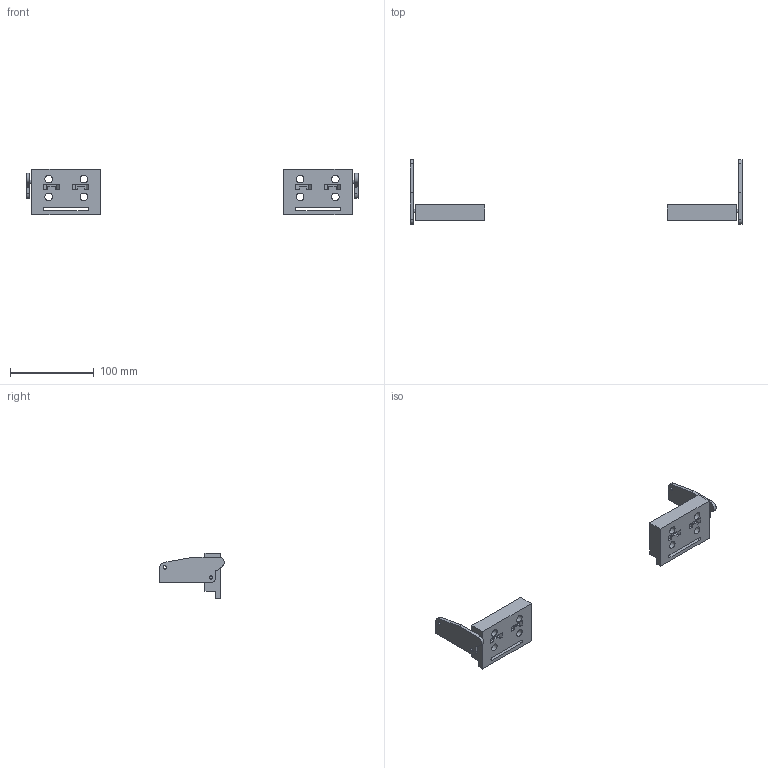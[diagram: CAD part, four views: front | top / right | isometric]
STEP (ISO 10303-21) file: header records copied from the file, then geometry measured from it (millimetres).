
FILE_DESCRIPTION(/* description */ (''),/* implementation_level */ '2;1');
FILE_NAME(/* name */ '3D_200-2666-XX_li_re.sat.ipt.stp',/* time_stamp */ '2024-01-08T17:08:06+01:00',/* author */ (''),/* organization */ (''),/* preprocessor_version */ 'ST-DEVELOPER v18.1',/* originating_system */ 'Autodesk Inventor 2021',/* authorisation */ '');
FILE_SCHEMA (('CONFIG_CONTROL_DESIGN'));
Length unit declared in the file: millimetre
Products named in the file (1): 3D_200-2666-XX_li_re.sat
Bounding box: 396 x 76.99 x 54.5 mm (x, y, z)
Volume: 146561.3 mm3; surface area: 41316.9 mm2
Topology: 2 solids, 2 shells, 110 faces, 300 edges, 200 vertices
Faces by surface type: plane 78, cylinder 32
Full cylindrical faces by diameter (mm): 4 x6, 9 x8
Entity records: 3683 total; most frequent: CARTESIAN_POINT 611, ORIENTED_EDGE 600, DIRECTION 586, EDGE_CURVE 300, LINE 236, VECTOR 236, VERTEX_POINT 200, AXIS2_PLACEMENT_3D 175
